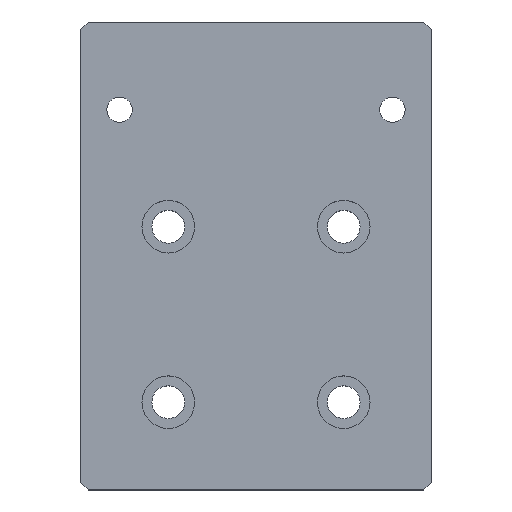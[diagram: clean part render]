
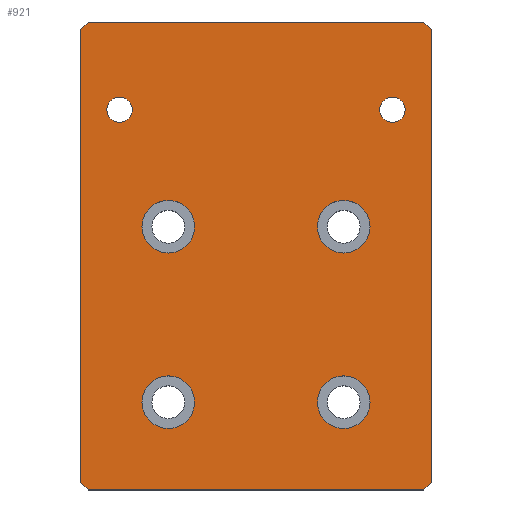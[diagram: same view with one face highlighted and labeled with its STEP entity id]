
A CAD part, top view. The second image highlights one B-rep face of the part: STEP entity #921.
In plain terms, the highlighted planar face has unit normal (0, 0, 1).
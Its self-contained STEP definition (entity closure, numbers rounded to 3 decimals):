
#122=CARTESIAN_POINT('',(29.25,67.5,10.0));
#123=VERTEX_POINT('',#122);
#124=CARTESIAN_POINT('',(22.5,67.5,10.0));
#125=DIRECTION('',(0.0,0.0,-1.0));
#126=DIRECTION('',(1.0,0.0,0.0));
#127=AXIS2_PLACEMENT_3D('',#124,#125,#126);
#128=CIRCLE('',#127,6.75);
#129=EDGE_CURVE('',#123,#123,#128,.T.);
#232=CARTESIAN_POINT('',(29.25,22.5,10.0));
#233=VERTEX_POINT('',#232);
#234=CARTESIAN_POINT('',(22.5,22.5,10.0));
#235=DIRECTION('',(0.0,0.0,-1.0));
#236=DIRECTION('',(1.0,0.0,0.0));
#237=AXIS2_PLACEMENT_3D('',#234,#235,#236);
#238=CIRCLE('',#237,6.75);
#239=EDGE_CURVE('',#233,#233,#238,.T.);
#293=CARTESIAN_POINT('',(88.,120.,10.0));
#294=VERTEX_POINT('',#293);
#295=CARTESIAN_POINT('',(90.,118.,10.0));
#296=VERTEX_POINT('',#295);
#297=CARTESIAN_POINT('',(88.,120.,10.0));
#298=DIRECTION('',(0.707,-0.707,0.0));
#299=VECTOR('',#298,2.828);
#300=LINE('',#297,#299);
#301=EDGE_CURVE('',#294,#296,#300,.T.);
#342=CARTESIAN_POINT('',(2.,120.0,10.0));
#343=VERTEX_POINT('',#342);
#350=CARTESIAN_POINT('',(2.,120.0,10.0));
#351=DIRECTION('',(1.0,0.0,0.0));
#352=VECTOR('',#351,86.);
#353=LINE('',#350,#352);
#354=EDGE_CURVE('',#343,#294,#353,.T.);
#470=CARTESIAN_POINT('',(0.,118.0,10.0));
#471=VERTEX_POINT('',#470);
#472=CARTESIAN_POINT('',(0.,118.,10.0));
#473=DIRECTION('',(0.707,0.707,0.0));
#474=VECTOR('',#473,2.828);
#475=LINE('',#472,#474);
#476=EDGE_CURVE('',#471,#343,#475,.T.);
#496=CARTESIAN_POINT('',(0.,2.,10.0));
#497=VERTEX_POINT('',#496);
#504=CARTESIAN_POINT('',(0.,2.0,10.0));
#505=DIRECTION('',(0.0,1.0,0.0));
#506=VECTOR('',#505,116.0);
#507=LINE('',#504,#506);
#508=EDGE_CURVE('',#497,#471,#507,.T.);
#518=CARTESIAN_POINT('',(2.,0.0,10.0));
#519=VERTEX_POINT('',#518);
#520=CARTESIAN_POINT('',(2.,0.,10.0));
#521=DIRECTION('',(-0.707,0.707,0.0));
#522=VECTOR('',#521,2.828);
#523=LINE('',#520,#522);
#524=EDGE_CURVE('',#519,#497,#523,.T.);
#544=CARTESIAN_POINT('',(88.0,0.0,10.0));
#545=VERTEX_POINT('',#544);
#552=CARTESIAN_POINT('',(88.0,0.0,10.0));
#553=DIRECTION('',(-1.0,0.0,0.0));
#554=VECTOR('',#553,86.);
#555=LINE('',#552,#554);
#556=EDGE_CURVE('',#545,#519,#555,.T.);
#566=CARTESIAN_POINT('',(90.0,2.,10.0));
#567=VERTEX_POINT('',#566);
#568=CARTESIAN_POINT('',(90.0,2.,10.0));
#569=DIRECTION('',(-0.707,-0.707,0.0));
#570=VECTOR('',#569,2.828);
#571=LINE('',#568,#570);
#572=EDGE_CURVE('',#567,#545,#571,.T.);
#639=CARTESIAN_POINT('',(74.25,67.5,10.0));
#640=VERTEX_POINT('',#639);
#641=CARTESIAN_POINT('',(67.5,67.5,10.0));
#642=DIRECTION('',(0.0,0.0,-1.0));
#643=DIRECTION('',(1.0,0.0,0.0));
#644=AXIS2_PLACEMENT_3D('',#641,#642,#643);
#645=CIRCLE('',#644,6.75);
#646=EDGE_CURVE('',#640,#640,#645,.T.);
#741=CARTESIAN_POINT('',(74.25,22.5,10.0));
#742=VERTEX_POINT('',#741);
#743=CARTESIAN_POINT('',(67.5,22.5,10.0));
#744=DIRECTION('',(0.0,0.0,-1.0));
#745=DIRECTION('',(1.0,0.0,0.0));
#746=AXIS2_PLACEMENT_3D('',#743,#744,#745);
#747=CIRCLE('',#746,6.75);
#748=EDGE_CURVE('',#742,#742,#747,.T.);
#818=CARTESIAN_POINT('',(83.25,97.5,10.0));
#819=VERTEX_POINT('',#818);
#820=CARTESIAN_POINT('',(80.,97.5,10.0));
#821=DIRECTION('',(0.0,0.0,-1.0));
#822=DIRECTION('',(1.0,0.0,0.0));
#823=AXIS2_PLACEMENT_3D('',#820,#821,#822);
#824=CIRCLE('',#823,3.25);
#825=EDGE_CURVE('',#819,#819,#824,.T.);
#859=CARTESIAN_POINT('',(13.25,97.5,10.0));
#860=VERTEX_POINT('',#859);
#861=CARTESIAN_POINT('',(10.,97.5,10.0));
#862=DIRECTION('',(0.0,0.0,-1.0));
#863=DIRECTION('',(1.0,0.0,0.0));
#864=AXIS2_PLACEMENT_3D('',#861,#862,#863);
#865=CIRCLE('',#864,3.25);
#866=EDGE_CURVE('',#860,#860,#865,.T.);
#877=CARTESIAN_POINT('',(90.,118.,10.0));
#878=DIRECTION('',(0.0,-1.0,0.0));
#879=VECTOR('',#878,116.);
#880=LINE('',#877,#879);
#881=EDGE_CURVE('',#296,#567,#880,.T.);
#888=CARTESIAN_POINT('',(45.,60.,10.0));
#889=DIRECTION('',(0.0,0.0,1.0));
#890=DIRECTION('',(1.0,0.0,0.0));
#891=AXIS2_PLACEMENT_3D('',#888,#889,#890);
#892=PLANE('',#891);
#893=ORIENTED_EDGE('',*,*,#301,.F.);
#894=ORIENTED_EDGE('',*,*,#354,.F.);
#895=ORIENTED_EDGE('',*,*,#476,.F.);
#896=ORIENTED_EDGE('',*,*,#508,.F.);
#897=ORIENTED_EDGE('',*,*,#524,.F.);
#898=ORIENTED_EDGE('',*,*,#556,.F.);
#899=ORIENTED_EDGE('',*,*,#572,.F.);
#900=ORIENTED_EDGE('',*,*,#881,.F.);
#901=EDGE_LOOP('',(#893,#894,#895,#896,#897,#898,#899,#900));
#902=FACE_OUTER_BOUND('',#901,.T.);
#903=ORIENTED_EDGE('',*,*,#129,.T.);
#904=EDGE_LOOP('',(#903));
#905=FACE_BOUND('',#904,.T.);
#906=ORIENTED_EDGE('',*,*,#239,.T.);
#907=EDGE_LOOP('',(#906));
#908=FACE_BOUND('',#907,.T.);
#909=ORIENTED_EDGE('',*,*,#646,.T.);
#910=EDGE_LOOP('',(#909));
#911=FACE_BOUND('',#910,.T.);
#912=ORIENTED_EDGE('',*,*,#748,.T.);
#913=EDGE_LOOP('',(#912));
#914=FACE_BOUND('',#913,.T.);
#915=ORIENTED_EDGE('',*,*,#825,.T.);
#916=EDGE_LOOP('',(#915));
#917=FACE_BOUND('',#916,.T.);
#918=ORIENTED_EDGE('',*,*,#866,.T.);
#919=EDGE_LOOP('',(#918));
#920=FACE_BOUND('',#919,.T.);
#921=ADVANCED_FACE('',(#902,#905,#908,#911,#914,#917,#920),#892,.T.);
